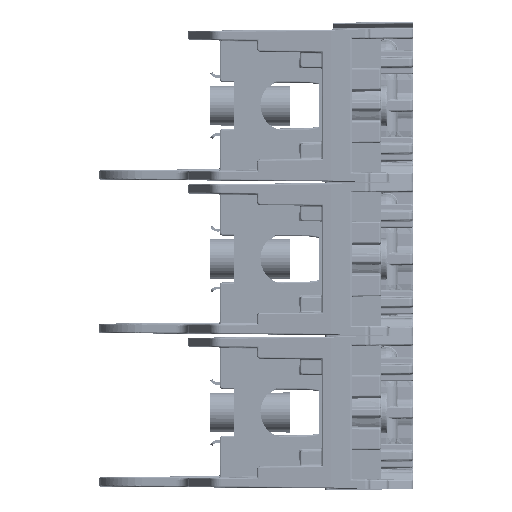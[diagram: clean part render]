
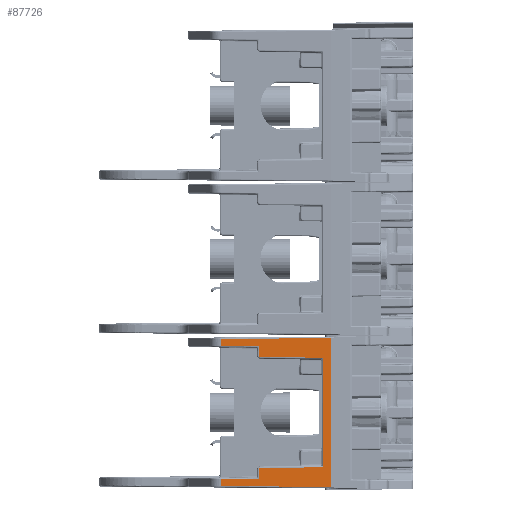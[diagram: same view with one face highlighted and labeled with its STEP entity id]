
A CAD part, left-side view. The second image highlights one B-rep face of the part: STEP entity #87726.
In plain terms, the highlighted planar face has unit normal (-1, 0.018, 0).
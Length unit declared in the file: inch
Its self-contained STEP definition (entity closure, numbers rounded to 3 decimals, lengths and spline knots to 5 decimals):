
#111 = VECTOR ( 'NONE', #108288, 39.37008 ) ;
#321 = CARTESIAN_POINT ( 'NONE',  ( -1.9851, 0.13799, 0.63628 ) ) ;
#787 = CARTESIAN_POINT ( 'NONE',  ( -1.98509, 0.13904, -0.1945 ) ) ;
#1094 = CARTESIAN_POINT ( 'NONE',  ( -1.99307, -0.31822, 0.75146 ) ) ;
#1258 = CARTESIAN_POINT ( 'NONE',  ( -1.98097, 0.37492, -0.17891 ) ) ;
#2746 = DIRECTION ( 'NONE',  ( -0.017, -1., 0.009 ) ) ;
#2783 = CARTESIAN_POINT ( 'NONE',  ( -1.98509, 0.13904, -0.1945 ) ) ;
#2985 = ORIENTED_EDGE ( 'NONE', *, *, #32423, .F. ) ;
#7310 = LINE ( 'NONE', #87099, #71973 ) ;
#7483 = B_SPLINE_CURVE_WITH_KNOTS ( 'NONE', 3,
 ( #109336, #146027, #73081, #321, #85380, #12468 ),
 .UNSPECIFIED., .F., .F.,
 ( 4, 2, 4 ),
 ( 0., 0.5, 1. ),
 .UNSPECIFIED. ) ;
#8389 = EDGE_CURVE ( 'NONE', #48407, #93059, #156793, .T. ) ;
#9008 = ORIENTED_EDGE ( 'NONE', *, *, #136119, .F. ) ;
#9656 = EDGE_CURVE ( 'NONE', #94328, #51568, #64838, .T. ) ;
#9702 = CARTESIAN_POINT ( 'NONE',  ( -1.98526, 0.12928, -0.06504 ) ) ;
#9995 = CARTESIAN_POINT ( 'NONE',  ( -1.99307, -0.31822, -0.18496 ) ) ;
#10251 = VECTOR ( 'NONE', #130224, 39.37008 ) ;
#12468 = CARTESIAN_POINT ( 'NONE',  ( -1.98509, 0.13904, 0.64139 ) ) ;
#14240 = DIRECTION ( 'NONE',  ( 0., 0., 1. ) ) ;
#16909 = ORIENTED_EDGE ( 'NONE', *, *, #19749, .F. ) ;
#17220 = LINE ( 'NONE', #130472, #49576 ) ;
#17839 = CARTESIAN_POINT ( 'NONE',  ( -1.98097, 0.37492, -0.1945 ) ) ;
#18256 = VERTEX_POINT ( 'NONE', #120168 ) ;
#19151 = CARTESIAN_POINT ( 'NONE',  ( -1.98509, 0.13904, 0.70053 ) ) ;
#19749 = EDGE_CURVE ( 'NONE', #109128, #42107, #78328, .T. ) ;
#20672 = LINE ( 'NONE', #135331, #53049 ) ;
#23769 = VERTEX_POINT ( 'NONE', #1094 ) ;
#24013 = ORIENTED_EDGE ( 'NONE', *, *, #54842, .F. ) ;
#24586 = CARTESIAN_POINT ( 'NONE',  ( -1.98097, 0.37492, -0.13608 ) ) ;
#25419 = CARTESIAN_POINT ( 'NONE',  ( -1.98509, 0.13904, -0.07488 ) ) ;
#26653 = EDGE_CURVE ( 'NONE', #89352, #109128, #64723, .T. ) ;
#27126 = ORIENTED_EDGE ( 'NONE', *, *, #113773, .F. ) ;
#27375 = CARTESIAN_POINT ( 'NONE',  ( -1.98517, 0.13438, -0.06613 ) ) ;
#32423 = EDGE_CURVE ( 'NONE', #18256, #136242, #7310, .T. ) ;
#32577 = PLANE ( 'NONE',  #44572 ) ;
#35459 = CARTESIAN_POINT ( 'NONE',  ( -1.9922, -0.26883, -0.1945 ) ) ;
#35884 = CARTESIAN_POINT ( 'NONE',  ( -1.9922, -0.26883, 0.62807 ) ) ;
#37038 = DIRECTION ( 'NONE',  ( 0.017, 1., 0.009 ) ) ;
#38226 = EDGE_CURVE ( 'NONE', #50276, #108446, #7483, .T. ) ;
#39483 = EDGE_LOOP ( 'NONE', ( #107824, #136754, #77462, #9008, #99427, #156516, #16909, #101854, #104069, #120549, #51660, #27126, #24013, #2985 ) ) ;
#39656 = CARTESIAN_POINT ( 'NONE',  ( -1.98526, 0.12928, -0.06504 ) ) ;
#42107 = VERTEX_POINT ( 'NONE', #9702 ) ;
#44572 = AXIS2_PLACEMENT_3D ( 'NONE', #142645, #69745, #154844 ) ;
#45609 = CARTESIAN_POINT ( 'NONE',  ( -1.98526, 0.12928, -0.06504 ) ) ;
#46270 = LINE ( 'NONE', #61219, #107130 ) ;
#48407 = VERTEX_POINT ( 'NONE', #1258 ) ;
#49566 = DIRECTION ( 'NONE',  ( 0., 0., -1. ) ) ;
#49576 = VECTOR ( 'NONE', #105393, 39.37008 ) ;
#50276 = VERTEX_POINT ( 'NONE', #123510 ) ;
#50937 = EDGE_CURVE ( 'NONE', #42107, #94328, #107351, .T. ) ;
#51568 = VERTEX_POINT ( 'NONE', #35884 ) ;
#51660 = ORIENTED_EDGE ( 'NONE', *, *, #137877, .F. ) ;
#51679 = VECTOR ( 'NONE', #2746, 39.37008 ) ;
#52961 = VERTEX_POINT ( 'NONE', #19151 ) ;
#53049 = VECTOR ( 'NONE', #37038, 39.37008 ) ;
#54842 = EDGE_CURVE ( 'NONE', #136242, #23769, #55458, .T. ) ;
#55458 = LINE ( 'NONE', #87795, #51679 ) ;
#58995 = LINE ( 'NONE', #78295, #123653 ) ;
#61219 = CARTESIAN_POINT ( 'NONE',  ( -1.99307, -0.31822, -0.1945 ) ) ;
#63412 = DIRECTION ( 'NONE',  ( 0., 0., 1. ) ) ;
#64723 = LINE ( 'NONE', #787, #93251 ) ;
#64838 = LINE ( 'NONE', #35459, #111 ) ;
#65196 = DIRECTION ( 'NONE',  ( 0., 0., 1. ) ) ;
#69745 = DIRECTION ( 'NONE',  ( 1., -0.017, 0. ) ) ;
#71973 = VECTOR ( 'NONE', #14240, 39.37008 ) ;
#73081 = CARTESIAN_POINT ( 'NONE',  ( -1.98517, 0.13438, 0.63264 ) ) ;
#74804 = CARTESIAN_POINT ( 'NONE',  ( -1.98097, 0.37492, -0.13608 ) ) ;
#77462 = ORIENTED_EDGE ( 'NONE', *, *, #38226, .F. ) ;
#78295 = CARTESIAN_POINT ( 'NONE',  ( -1.99307, -0.31822, -0.18496 ) ) ;
#78328 = B_SPLINE_CURVE_WITH_KNOTS ( 'NONE', 3,
 ( #100277, #124209, #112038, #27375, #112571, #39656 ),
 .UNSPECIFIED., .F., .F.,
 ( 4, 2, 4 ),
 ( 0., 0.5, 1. ),
 .UNSPECIFIED. ) ;
#79651 = LINE ( 'NONE', #2783, #140536 ) ;
#85380 = CARTESIAN_POINT ( 'NONE',  ( -1.98509, 0.13904, 0.63882 ) ) ;
#87088 = DIRECTION ( 'NONE',  ( -0.017, -1., 0.009 ) ) ;
#87099 = CARTESIAN_POINT ( 'NONE',  ( -1.98097, 0.37492, -0.1945 ) ) ;
#87726 = ADVANCED_FACE ( 'NONE', ( #126400 ), #32577, .F. ) ;
#87795 = CARTESIAN_POINT ( 'NONE',  ( -1.99248, -0.28446, 0.75117 ) ) ;
#89318 = LINE ( 'NONE', #74804, #150249 ) ;
#89352 = VERTEX_POINT ( 'NONE', #99449 ) ;
#92044 = VECTOR ( 'NONE', #65196, 39.37008 ) ;
#93059 = VERTEX_POINT ( 'NONE', #24586 ) ;
#93251 = VECTOR ( 'NONE', #135241, 39.37008 ) ;
#94328 = VERTEX_POINT ( 'NONE', #114685 ) ;
#99427 = ORIENTED_EDGE ( 'NONE', *, *, #9656, .F. ) ;
#99449 = CARTESIAN_POINT ( 'NONE',  ( -1.98509, 0.13904, -0.13402 ) ) ;
#100277 = CARTESIAN_POINT ( 'NONE',  ( -1.98509, 0.13904, -0.07488 ) ) ;
#101854 = ORIENTED_EDGE ( 'NONE', *, *, #26653, .F. ) ;
#103327 = CARTESIAN_POINT ( 'NONE',  ( -1.98509, 0.13904, 0.64139 ) ) ;
#104069 = ORIENTED_EDGE ( 'NONE', *, *, #112618, .F. ) ;
#105393 = DIRECTION ( 'NONE',  ( 0.017, 1., 0.009 ) ) ;
#107130 = VECTOR ( 'NONE', #49566, 39.37008 ) ;
#107351 = LINE ( 'NONE', #45609, #10251 ) ;
#107824 = ORIENTED_EDGE ( 'NONE', *, *, #144964, .F. ) ;
#108288 = DIRECTION ( 'NONE',  ( 0., 0., 1. ) ) ;
#108446 = VERTEX_POINT ( 'NONE', #103327 ) ;
#109128 = VERTEX_POINT ( 'NONE', #25419 ) ;
#109336 = CARTESIAN_POINT ( 'NONE',  ( -1.98526, 0.12928, 0.63155 ) ) ;
#112038 = CARTESIAN_POINT ( 'NONE',  ( -1.9851, 0.13799, -0.06977 ) ) ;
#112571 = CARTESIAN_POINT ( 'NONE',  ( -1.98521, 0.13185, -0.06506 ) ) ;
#112618 = EDGE_CURVE ( 'NONE', #93059, #89352, #89318, .T. ) ;
#113773 = EDGE_CURVE ( 'NONE', #23769, #132224, #46270, .T. ) ;
#114685 = CARTESIAN_POINT ( 'NONE',  ( -1.9922, -0.26883, -0.06157 ) ) ;
#120168 = CARTESIAN_POINT ( 'NONE',  ( -1.98097, 0.37492, 0.70259 ) ) ;
#120549 = ORIENTED_EDGE ( 'NONE', *, *, #8389, .F. ) ;
#123510 = CARTESIAN_POINT ( 'NONE',  ( -1.98526, 0.12928, 0.63155 ) ) ;
#123653 = VECTOR ( 'NONE', #137816, 39.37008 ) ;
#124209 = CARTESIAN_POINT ( 'NONE',  ( -1.98509, 0.13904, -0.07231 ) ) ;
#126400 = FACE_OUTER_BOUND ( 'NONE', #39483, .T. ) ;
#130224 = DIRECTION ( 'NONE',  ( -0.017, -1., 0.009 ) ) ;
#130472 = CARTESIAN_POINT ( 'NONE',  ( -1.9922, -0.26883, 0.62807 ) ) ;
#132224 = VERTEX_POINT ( 'NONE', #9995 ) ;
#135241 = DIRECTION ( 'NONE',  ( 0., 0., 1. ) ) ;
#135331 = CARTESIAN_POINT ( 'NONE',  ( -1.98509, 0.13904, 0.70053 ) ) ;
#136119 = EDGE_CURVE ( 'NONE', #51568, #50276, #17220, .T. ) ;
#136242 = VERTEX_POINT ( 'NONE', #156978 ) ;
#136754 = ORIENTED_EDGE ( 'NONE', *, *, #145461, .F. ) ;
#137816 = DIRECTION ( 'NONE',  ( 0.017, 1., 0.009 ) ) ;
#137877 = EDGE_CURVE ( 'NONE', #132224, #48407, #58995, .T. ) ;
#140536 = VECTOR ( 'NONE', #63412, 39.37008 ) ;
#142645 = CARTESIAN_POINT ( 'NONE',  ( -1.99307, -0.31822, -0.1945 ) ) ;
#144964 = EDGE_CURVE ( 'NONE', #52961, #18256, #20672, .T. ) ;
#145461 = EDGE_CURVE ( 'NONE', #108446, #52961, #79651, .T. ) ;
#146027 = CARTESIAN_POINT ( 'NONE',  ( -1.98521, 0.13185, 0.63157 ) ) ;
#150249 = VECTOR ( 'NONE', #87088, 39.37008 ) ;
#154844 = DIRECTION ( 'NONE',  ( 0.017, 1., 0. ) ) ;
#156516 = ORIENTED_EDGE ( 'NONE', *, *, #50937, .F. ) ;
#156793 = LINE ( 'NONE', #17839, #92044 ) ;
#156978 = CARTESIAN_POINT ( 'NONE',  ( -1.98097, 0.37492, 0.74541 ) ) ;
